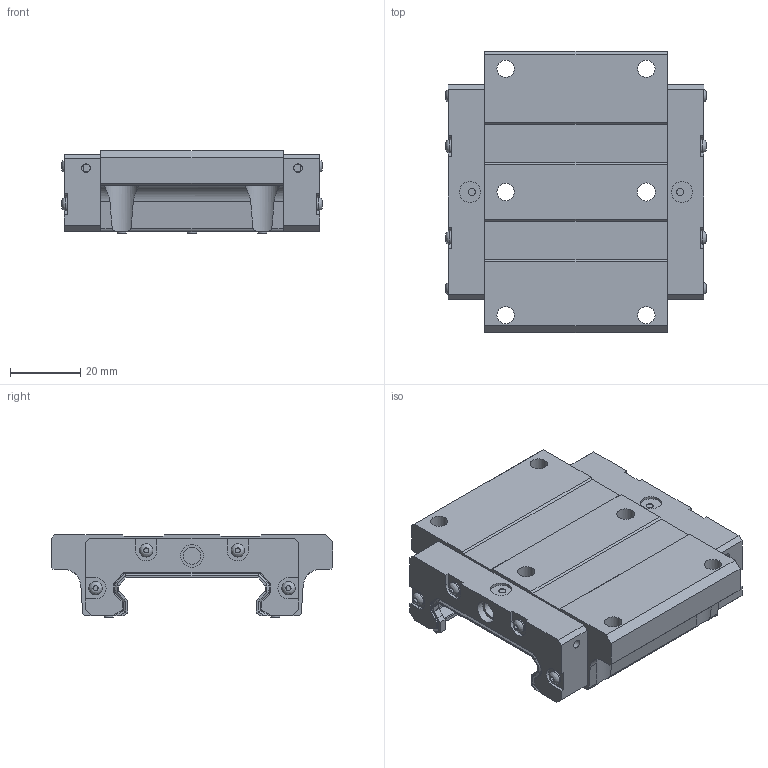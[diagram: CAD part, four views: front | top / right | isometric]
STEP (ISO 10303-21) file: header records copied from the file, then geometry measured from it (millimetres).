
FILE_DESCRIPTION(/* description */ ('-- NÁZEV DÍLCE --'),/* implementation_level */ '2;1');
FILE_NAME(/* name */ 'LGB X H 27 T N SS.stp',/* time_stamp */ '2024-07-25T10:55:43+02:00',/* author */ ('konstrukce'),/* organization */ (''),/* preprocessor_version */ 'ST-DEVELOPER v18.1',/* originating_system */ 'Autodesk Inventor 2022',/* authorisation */ '-- MAT.VÝCHOZÍ --');
FILE_SCHEMA (('AUTOMOTIVE_DESIGN { 1 0 10303 214 3 1 1 }'));
Length unit declared in the file: millimetre
Products named in the file (1): LGB X H 27 T N SS
Bounding box: 74.1 x 80 x 23.45 mm (x, y, z)
Volume: 71675.9 mm3; surface area: 22088.2 mm2
Topology: 1 solids, 29 shells, 714 faces, 1854 edges, 1218 vertices
Faces by surface type: plane 520, cylinder 140, bspline 32, cone 22
Full cylindrical faces by diameter (mm): 1.24 x6, 1.25 x6, 2 x8, 2.05 x8, 2.1 x8, 2.459 x4, 2.6 x6, 2.9 x8, 3.8 x8, 4.917 x7, 5.134 x1, 6 x2, 6.5 x2, 10 x2
Entity records: 23152 total; most frequent: CARTESIAN_POINT 4905, ORIENTED_EDGE 3680, DIRECTION 3454, EDGE_CURVE 1840, LINE 1312, VECTOR 1312, VERTEX_POINT 1218, AXIS2_PLACEMENT_3D 1071
